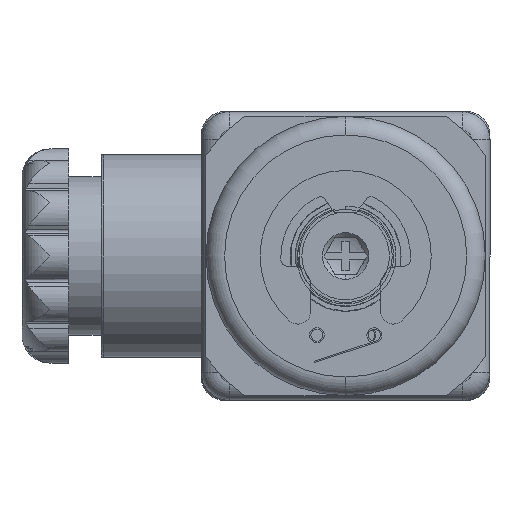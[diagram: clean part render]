
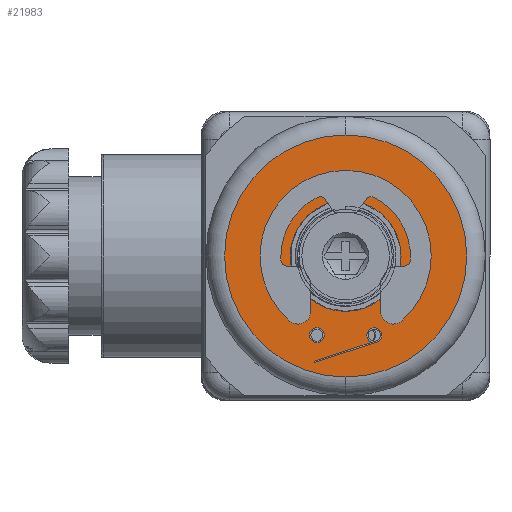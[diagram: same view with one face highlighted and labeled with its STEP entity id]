
A CAD part, front view. The second image highlights one B-rep face of the part: STEP entity #21983.
In plain terms, the highlighted planar face has unit normal (0, -1, 0).
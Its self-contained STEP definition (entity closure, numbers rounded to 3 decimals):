
#375 = VERTEX_POINT ( 'NONE', #27795 ) ;
#427 = VERTEX_POINT ( 'NONE', #31517 ) ;
#701 = CARTESIAN_POINT ( 'NONE',  ( 0., -230., 0. ) ) ;
#768 = ORIENTED_EDGE ( 'NONE', *, *, #16846, .F. ) ;
#884 = DIRECTION ( 'NONE',  ( -0.951, 0., -0.309 ) ) ;
#1802 = CIRCLE ( 'NONE', #38441, 13. ) ;
#1853 = EDGE_CURVE ( 'NONE', #30047, #17553, #16416, .T. ) ;
#3427 = EDGE_CURVE ( 'NONE', #427, #33095, #1802, .T. ) ;
#3506 = FACE_BOUND ( 'NONE', #29537, .T. ) ;
#3670 = CIRCLE ( 'NONE', #9301, 0.8 ) ;
#4102 = ORIENTED_EDGE ( 'NONE', *, *, #1853, .T. ) ;
#4510 = ORIENTED_EDGE ( 'NONE', *, *, #12804, .F. ) ;
#4876 = DIRECTION ( 'NONE',  ( 0., 1., 0. ) ) ;
#5107 = CIRCLE ( 'NONE', #29798, 0.8 ) ;
#5112 = CARTESIAN_POINT ( 'NONE',  ( -3.371, -230., -11.281 ) ) ;
#5646 = CIRCLE ( 'NONE', #21167, 5.95 ) ;
#5850 = CARTESIAN_POINT ( 'NONE',  ( -3.086, -230., -7.7 ) ) ;
#5930 = DIRECTION ( 'NONE',  ( 0., 0., 1. ) ) ;
#6903 = AXIS2_PLACEMENT_3D ( 'NONE', #32428, #25854, #5930 ) ;
#6961 = ORIENTED_EDGE ( 'NONE', *, *, #8097, .F. ) ;
#7478 = CARTESIAN_POINT ( 'NONE',  ( 0., -230., 5.95 ) ) ;
#7681 = VERTEX_POINT ( 'NONE', #5112 ) ;
#8097 = EDGE_CURVE ( 'NONE', #22269, #16353, #10446, .T. ) ;
#8136 = EDGE_CURVE ( 'NONE', #33095, #427, #40719, .T. ) ;
#8271 = DIRECTION ( 'NONE',  ( 0., -1., 0. ) ) ;
#8475 = DIRECTION ( 'NONE',  ( 0., 0., 1. ) ) ;
#9301 = AXIS2_PLACEMENT_3D ( 'NONE', #35385, #8271, #8475 ) ;
#10110 = CARTESIAN_POINT ( 'NONE',  ( 0., -230., 13. ) ) ;
#10446 = CIRCLE ( 'NONE', #35080, 0.8 ) ;
#10780 = CARTESIAN_POINT ( 'NONE',  ( 5.95, -230., 0. ) ) ;
#11193 = CARTESIAN_POINT ( 'NONE',  ( -3.371, -230., -11.281 ) ) ;
#11887 = CARTESIAN_POINT ( 'NONE',  ( 3.086, -230., -7.7 ) ) ;
#12804 = EDGE_CURVE ( 'NONE', #7681, #375, #14275, .T. ) ;
#13283 = CARTESIAN_POINT ( 'NONE',  ( 3.086, -230., -8.5 ) ) ;
#14275 = LINE ( 'NONE', #11193, #40942 ) ;
#14289 = FACE_OUTER_BOUND ( 'NONE', #35232, .T. ) ;
#14509 = FACE_BOUND ( 'NONE', #31994, .T. ) ;
#15331 = ORIENTED_EDGE ( 'NONE', *, *, #37490, .F. ) ;
#15575 = CARTESIAN_POINT ( 'NONE',  ( -3.086, -230., -9.3 ) ) ;
#15829 = CARTESIAN_POINT ( 'NONE',  ( 3.333, -230., -9.261 ) ) ;
#16342 = CARTESIAN_POINT ( 'NONE',  ( 0., -230., -5.95 ) ) ;
#16353 = VERTEX_POINT ( 'NONE', #15575 ) ;
#16416 = CIRCLE ( 'NONE', #29110, 5.95 ) ;
#16673 = VECTOR ( 'NONE', #884, 1000. ) ;
#16846 = EDGE_CURVE ( 'NONE', #27401, #37277, #3670, .T. ) ;
#17174 = DIRECTION ( 'NONE',  ( 0., 0., 1. ) ) ;
#17553 = VERTEX_POINT ( 'NONE', #7478 ) ;
#17609 = CARTESIAN_POINT ( 'NONE',  ( 3.333, -230., -9.261 ) ) ;
#17669 = EDGE_LOOP ( 'NONE', ( #24662, #4102 ) ) ;
#17935 = EDGE_CURVE ( 'NONE', #40161, #27401, #5107, .T. ) ;
#18253 = LINE ( 'NONE', #17609, #38095 ) ;
#18299 = DIRECTION ( 'NONE',  ( 0., 0., 1. ) ) ;
#20587 = CIRCLE ( 'NONE', #34647, 0.8 ) ;
#20744 = CARTESIAN_POINT ( 'NONE',  ( 2.843, -230., -9.262 ) ) ;
#21167 = AXIS2_PLACEMENT_3D ( 'NONE', #701, #37753, #41273 ) ;
#21983 = ADVANCED_FACE ( 'NONE', ( #14289, #27779, #14509, #3506 ), #33951, .F. ) ;
#22084 = DIRECTION ( 'NONE',  ( 0., -1., 0. ) ) ;
#22103 = CARTESIAN_POINT ( 'NONE',  ( 2.843, -230., -9.262 ) ) ;
#22269 = VERTEX_POINT ( 'NONE', #5850 ) ;
#22313 = DIRECTION ( 'NONE',  ( 0., 0., 1. ) ) ;
#23001 = AXIS2_PLACEMENT_3D ( 'NONE', #10780, #34383, #17174 ) ;
#23266 = EDGE_CURVE ( 'NONE', #16353, #22269, #20587, .T. ) ;
#24662 = ORIENTED_EDGE ( 'NONE', *, *, #31128, .T. ) ;
#25199 = DIRECTION ( 'NONE',  ( 0., -1., 0. ) ) ;
#25854 = DIRECTION ( 'NONE',  ( 0., -1., 0. ) ) ;
#26665 = ORIENTED_EDGE ( 'NONE', *, *, #8136, .T. ) ;
#27401 = VERTEX_POINT ( 'NONE', #11887 ) ;
#27779 = FACE_BOUND ( 'NONE', #17669, .T. ) ;
#27795 = CARTESIAN_POINT ( 'NONE',  ( -3.324, -230., -11.424 ) ) ;
#28180 = ORIENTED_EDGE ( 'NONE', *, *, #31667, .F. ) ;
#28741 = CARTESIAN_POINT ( 'NONE',  ( 0., -230., 0. ) ) ;
#29110 = AXIS2_PLACEMENT_3D ( 'NONE', #28741, #4876, #32477 ) ;
#29537 = EDGE_LOOP ( 'NONE', ( #6961, #38368 ) ) ;
#29798 = AXIS2_PLACEMENT_3D ( 'NONE', #13283, #30262, #34449 ) ;
#30047 = VERTEX_POINT ( 'NONE', #16342 ) ;
#30262 = DIRECTION ( 'NONE',  ( 0., -1., 0. ) ) ;
#30621 = DIRECTION ( 'NONE',  ( 0.309, 0., -0.951 ) ) ;
#31064 = DIRECTION ( 'NONE',  ( 0.951, 0., 0.309 ) ) ;
#31079 = LINE ( 'NONE', #20744, #16673 ) ;
#31128 = EDGE_CURVE ( 'NONE', #17553, #30047, #5646, .T. ) ;
#31517 = CARTESIAN_POINT ( 'NONE',  ( 0., -230., -13. ) ) ;
#31667 = EDGE_CURVE ( 'NONE', #375, #40161, #18253, .T. ) ;
#31994 = EDGE_LOOP ( 'NONE', ( #36817, #28180, #4510, #15331, #768 ) ) ;
#32388 = CARTESIAN_POINT ( 'NONE',  ( -3.086, -230., -8.5 ) ) ;
#32428 = CARTESIAN_POINT ( 'NONE',  ( 0., -230., 0. ) ) ;
#32477 = DIRECTION ( 'NONE',  ( 0., 0., 1. ) ) ;
#33095 = VERTEX_POINT ( 'NONE', #10110 ) ;
#33951 = PLANE ( 'NONE',  #23001 ) ;
#34017 = ORIENTED_EDGE ( 'NONE', *, *, #3427, .T. ) ;
#34383 = DIRECTION ( 'NONE',  ( 0., 1., 0. ) ) ;
#34449 = DIRECTION ( 'NONE',  ( 0., 0., 1. ) ) ;
#34647 = AXIS2_PLACEMENT_3D ( 'NONE', #32388, #39641, #42928 ) ;
#35080 = AXIS2_PLACEMENT_3D ( 'NONE', #39446, #22084, #22313 ) ;
#35232 = EDGE_LOOP ( 'NONE', ( #26665, #34017 ) ) ;
#35385 = CARTESIAN_POINT ( 'NONE',  ( 3.086, -230., -8.5 ) ) ;
#36817 = ORIENTED_EDGE ( 'NONE', *, *, #17935, .F. ) ;
#37277 = VERTEX_POINT ( 'NONE', #22103 ) ;
#37490 = EDGE_CURVE ( 'NONE', #37277, #7681, #31079, .T. ) ;
#37753 = DIRECTION ( 'NONE',  ( 0., 1., 0. ) ) ;
#38095 = VECTOR ( 'NONE', #31064, 1000. ) ;
#38368 = ORIENTED_EDGE ( 'NONE', *, *, #23266, .F. ) ;
#38441 = AXIS2_PLACEMENT_3D ( 'NONE', #38594, #25199, #18299 ) ;
#38594 = CARTESIAN_POINT ( 'NONE',  ( 0., -230., 0. ) ) ;
#39446 = CARTESIAN_POINT ( 'NONE',  ( -3.086, -230., -8.5 ) ) ;
#39641 = DIRECTION ( 'NONE',  ( 0., -1., 0. ) ) ;
#40161 = VERTEX_POINT ( 'NONE', #15829 ) ;
#40719 = CIRCLE ( 'NONE', #6903, 13. ) ;
#40942 = VECTOR ( 'NONE', #30621, 1000. ) ;
#41273 = DIRECTION ( 'NONE',  ( 0., 0., 1. ) ) ;
#42928 = DIRECTION ( 'NONE',  ( 0., 0., 1. ) ) ;
